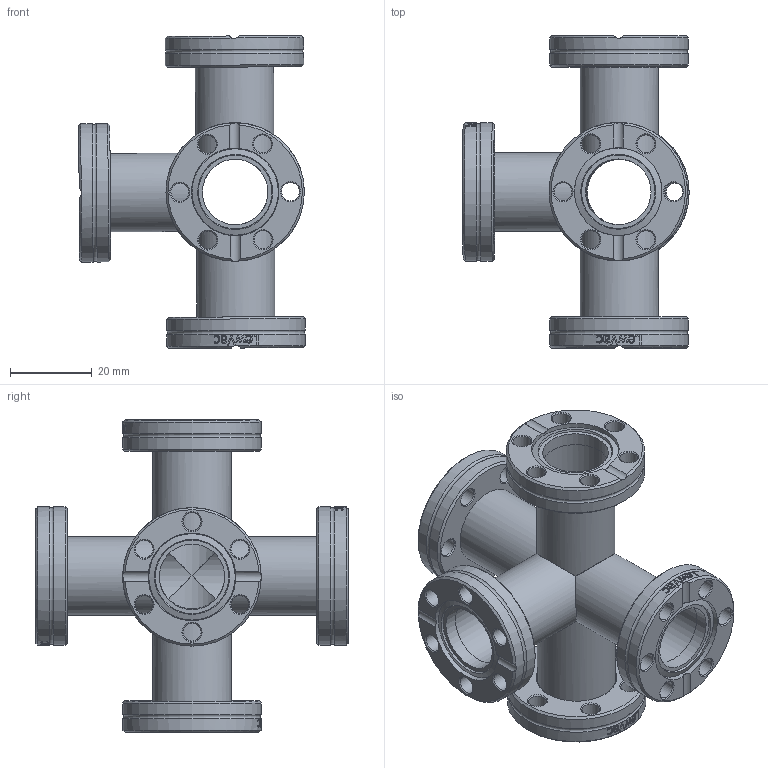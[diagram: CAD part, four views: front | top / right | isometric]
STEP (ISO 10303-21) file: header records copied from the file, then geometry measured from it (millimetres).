
FILE_DESCRIPTION(/* description */ (''),/* implementation_level */ '2;1');
FILE_NAME(/* name */ 'FL-5X16CF.stp',/* time_stamp */ '2018-03-01T14:42:24+00:00',/* author */ ('paul'),/* organization */ (''),/* preprocessor_version */ 'ST-DEVELOPER v17',/* originating_system */ 'Autodesk Inventor 2018',/* authorisation */ '');
FILE_SCHEMA (('AUTOMOTIVE_DESIGN { 1 0 10303 214 3 1 1 }'));
Length unit declared in the file: millimetre
Products named in the file (7): FL-5X16CF; TUBE; TUBE2; FL-16CFR-19; FL-16CF-OUT; FL-16CFR-19INNER; FL-16CF-19
Assembly tree (12 placements, depth 3):
  FL-5X16CF
    TUBE  x4
    TUBE2
    FL-16CFR-19  x3
      FL-16CF-OUT
      FL-16CFR-19INNER
    FL-16CF-19  x2
Bounding box: 55.31 x 76.2 x 76.39 mm (x, y, z)
Volume: 31722.6 mm3; surface area: 33413.2 mm2
Topology: 13 solids, 13 shells, 687 faces, 1878 edges, 1252 vertices
Faces by surface type: plane 262, bspline 205, cylinder 121, cone 94, torus 5
Full cylindrical faces by diameter (mm): 4.4 x30, 16 x10, 19.1 x10, 19.2 x3, 21.1 x3, 21.4 x5, 33.8 x10
Entity records: 11846 total; most frequent: CARTESIAN_POINT 4861, ORIENTED_EDGE 1502, DIRECTION 1264, EDGE_CURVE 751, VERTEX_POINT 501, AXIS2_PLACEMENT_3D 486, EDGE_LOOP 322, LINE 292
